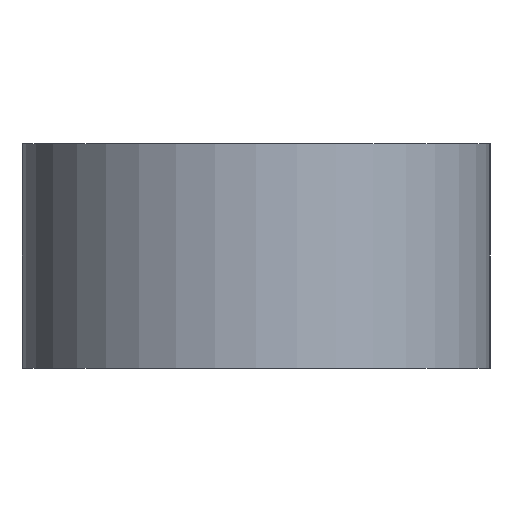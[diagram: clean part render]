
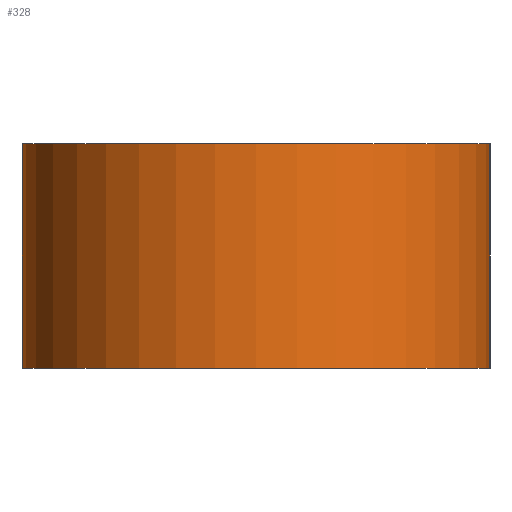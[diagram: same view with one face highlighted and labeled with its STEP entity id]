
A CAD part, left-side view. The second image highlights one B-rep face of the part: STEP entity #328.
In plain terms, the highlighted cylindrical face has radius 2.5 mm (diameter 5 mm), a partial arc.
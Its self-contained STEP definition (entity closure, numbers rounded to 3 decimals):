
#29=CARTESIAN_POINT('',(-5.5,0.,-1.2));
#30=DIRECTION('',(0.,0.,1.));
#31=DIRECTION('',(0.,1.,0.));
#32=AXIS2_PLACEMENT_3D('',#29,#30,#31);
#83=CARTESIAN_POINT('',(-5.5,0.,1.2));
#84=DIRECTION('',(0.,0.,-1.));
#85=DIRECTION('',(0.,-1.,0.));
#86=AXIS2_PLACEMENT_3D('',#83,#84,#85);
#117=DIRECTION('',(0.,0.,-1.));
#118=VECTOR('',#117,2.4);
#119=CARTESIAN_POINT('',(-5.5,2.5,1.2));
#120=LINE('',#119,#118);
#125=DIRECTION('',(0.,0.,-1.));
#126=VECTOR('',#125,2.4);
#127=CARTESIAN_POINT('',(-5.5,-2.5,1.2));
#128=LINE('',#127,#126);
#157=CARTESIAN_POINT('',(-5.5,2.5,-1.2));
#158=CARTESIAN_POINT('',(-5.5,-2.5,-1.2));
#159=VERTEX_POINT('',#157);
#160=VERTEX_POINT('',#158);
#161=CARTESIAN_POINT('',(-5.5,2.5,1.2));
#162=VERTEX_POINT('',#161);
#163=CARTESIAN_POINT('',(-5.5,-2.5,1.2));
#164=VERTEX_POINT('',#163);
#315=CARTESIAN_POINT('',(-5.5,0.,1.229));
#316=DIRECTION('',(0.,0.,-1.));
#317=DIRECTION('',(0.,-1.,0.));
#318=AXIS2_PLACEMENT_3D('',#315,#316,#317);
#319=CYLINDRICAL_SURFACE('',#318,2.5);
#320=ORIENTED_EDGE('',*,*,#178,.F.);
#322=ORIENTED_EDGE('',*,*,#321,.F.);
#323=ORIENTED_EDGE('',*,*,#238,.F.);
#325=ORIENTED_EDGE('',*,*,#324,.T.);
#326=EDGE_LOOP('',(#320,#322,#323,#325));
#327=FACE_OUTER_BOUND('',#326,.F.);
#328=ADVANCED_FACE('',(#327),#319,.T.);
#33=CIRCLE('',#32,2.5);
#87=CIRCLE('',#86,2.5);
#178=EDGE_CURVE('',#159,#160,#33,.T.);
#238=EDGE_CURVE('',#164,#162,#87,.T.);
#321=EDGE_CURVE('',#162,#159,#120,.T.);
#324=EDGE_CURVE('',#164,#160,#128,.T.);
